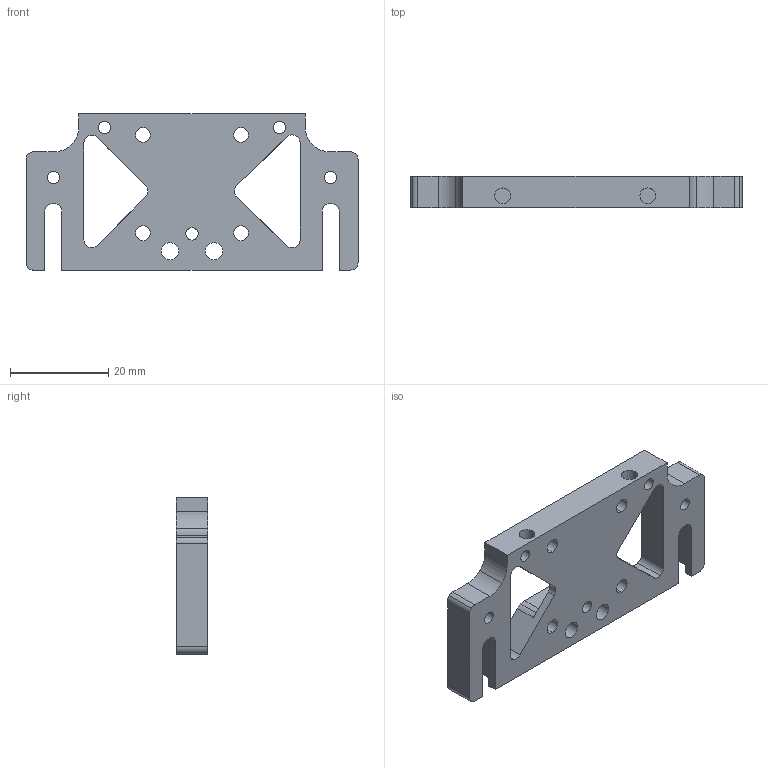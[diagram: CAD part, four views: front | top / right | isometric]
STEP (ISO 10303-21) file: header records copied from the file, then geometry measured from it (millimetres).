
FILE_DESCRIPTION (( 'STEP AP203' ), '1' );
FILE_NAME ('M2-v9.STEP', '2021-07-08T19:00:28', ( '' ), ( '' ), 'SwSTEP 2.0', 'SolidWorks 2020', '' );
FILE_SCHEMA (( 'CONFIG_CONTROL_DESIGN' ));
Length unit declared in the file: millimetre
Products named in the file (1): M2-v9
Bounding box: 67.51 x 6.35 x 31.75 mm (x, y, z)
Volume: 6959.7 mm3; surface area: 6223.9 mm2
Topology: 1 solids, 1 shells, 116 faces, 333 edges, 222 vertices
Faces by surface type: cylinder 75, plane 41
Entity records: 4033 total; most frequent: DIRECTION 716, CARTESIAN_POINT 709, ORIENTED_EDGE 666, EDGE_CURVE 333, AXIS2_PLACEMENT_3D 269, VERTEX_POINT 222, VECTOR 178, LINE 178
